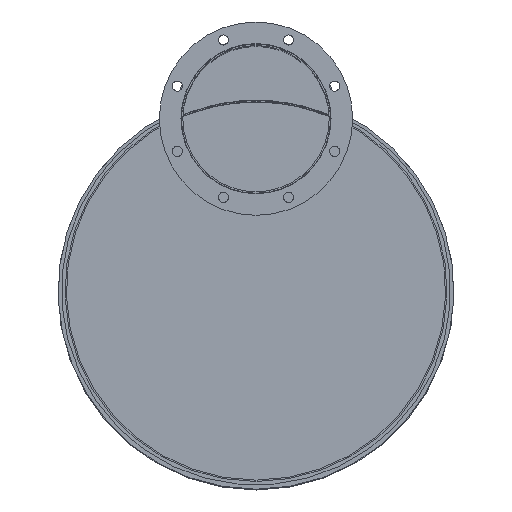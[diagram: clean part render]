
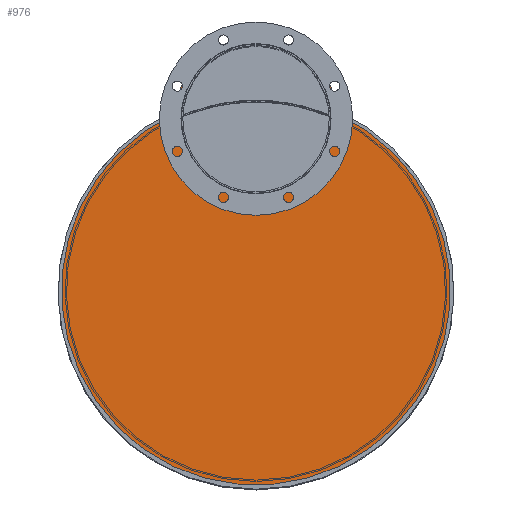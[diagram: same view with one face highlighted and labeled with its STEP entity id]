
A CAD part, top view. The second image highlights one B-rep face of the part: STEP entity #976.
In plain terms, the highlighted planar face has unit normal (0, 0, 1).
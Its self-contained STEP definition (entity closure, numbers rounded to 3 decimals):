
#73=PLANE('',#1130);
#162=FACE_BOUND('',#378,.T.);
#227=FACE_OUTER_BOUND('',#377,.T.);
#377=EDGE_LOOP('',(#832,#833));
#378=EDGE_LOOP('',(#834));
#471=CIRCLE('',#1121,163.);
#474=CIRCLE('',#1125,422.5);
#475=CIRCLE('',#1127,177.);
#561=VERTEX_POINT('',#1677);
#563=VERTEX_POINT('',#1682);
#566=VERTEX_POINT('',#1687);
#653=EDGE_CURVE('',#561,#561,#471,.T.);
#658=EDGE_CURVE('',#566,#563,#474,.T.);
#659=EDGE_CURVE('',#563,#566,#475,.T.);
#832=ORIENTED_EDGE('',*,*,#658,.F.);
#833=ORIENTED_EDGE('',*,*,#659,.F.);
#834=ORIENTED_EDGE('',*,*,#653,.T.);
#976=ADVANCED_FACE('',(#227,#162),#73,.F.);
#1121=AXIS2_PLACEMENT_3D('',#1678,#1400,#1401);
#1125=AXIS2_PLACEMENT_3D('',#1689,#1410,#1411);
#1127=AXIS2_PLACEMENT_3D('',#1691,#1414,#1415);
#1130=AXIS2_PLACEMENT_3D('',#1694,#1420,#1421);
#1400=DIRECTION('center_axis',(0.,0.,-1.));
#1401=DIRECTION('ref_axis',(-1.,0.,0.));
#1410=DIRECTION('center_axis',(0.,0.,-1.));
#1411=DIRECTION('ref_axis',(-1.,0.,0.));
#1414=DIRECTION('center_axis',(0.,0.,-1.));
#1415=DIRECTION('ref_axis',(-1.,0.,0.));
#1420=DIRECTION('center_axis',(0.,0.,-1.));
#1421=DIRECTION('ref_axis',(0.,-1.,0.));
#1677=CARTESIAN_POINT('',(163.,373.,2008.));
#1678=CARTESIAN_POINT('Origin',(0.,373.,2008.));
#1682=CARTESIAN_POINT('',(-176.671,383.789,2008.));
#1687=CARTESIAN_POINT('',(176.671,383.789,2008.));
#1689=CARTESIAN_POINT('Origin',(0.,0.,2008.));
#1691=CARTESIAN_POINT('Origin',(0.,373.,2008.));
#1694=CARTESIAN_POINT('Origin',(0.,0.,2008.));
